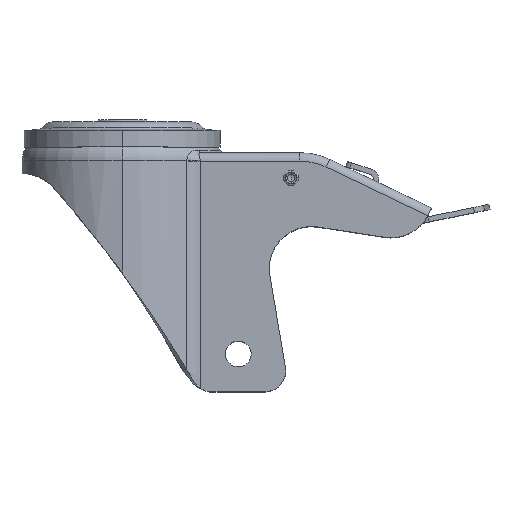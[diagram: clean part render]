
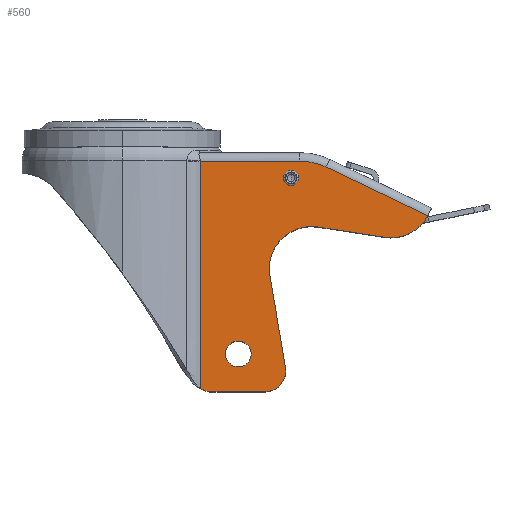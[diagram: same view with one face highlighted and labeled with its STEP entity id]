
A CAD part, top view. The second image highlights one B-rep face of the part: STEP entity #560.
In plain terms, the highlighted planar face has unit normal (0, 0, 1).
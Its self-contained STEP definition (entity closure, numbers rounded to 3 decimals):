
#237 = DIRECTION ( 'NONE',  ( 0., 0., -1. ) ) ;
#434 = EDGE_CURVE ( 'NONE', #10705, #21235, #28529, .T. ) ;
#435 = CARTESIAN_POINT ( 'NONE',  ( 37.017, -127.36, 34. ) ) ;
#444 = VERTEX_POINT ( 'NONE', #15337 ) ;
#560 = ADVANCED_FACE ( 'NONE', ( #15471, #8686, #15753 ), #26306, .T. ) ;
#1070 = VERTEX_POINT ( 'NONE', #27782 ) ;
#1098 = DIRECTION ( 'NONE',  ( -1., 0., 0. ) ) ;
#1121 = DIRECTION ( 'NONE',  ( 0.88, -0.475, 0. ) ) ;
#1163 = EDGE_LOOP ( 'NONE', ( #9107, #21498 ) ) ;
#1760 = DIRECTION ( 'NONE',  ( 1., 0., 0. ) ) ;
#1843 = CARTESIAN_POINT ( 'NONE',  ( 48.9, -111., 34. ) ) ;
#2124 = EDGE_CURVE ( 'NONE', #10848, #20503, #14612, .T. ) ;
#2968 = CARTESIAN_POINT ( 'NONE',  ( 37.015, -19.6, 34. ) ) ;
#3536 = CARTESIAN_POINT ( 'NONE',  ( 84.103, -19.6, 34. ) ) ;
#3875 = DIRECTION ( 'NONE',  ( 0., -1., 0. ) ) ;
#4315 = EDGE_CURVE ( 'NONE', #20702, #5401, #25408, .T. ) ;
#4495 = ORIENTED_EDGE ( 'NONE', *, *, #27262, .F. ) ;
#4863 = ORIENTED_EDGE ( 'NONE', *, *, #5736, .T. ) ;
#4958 = CARTESIAN_POINT ( 'NONE',  ( 42.504, -129., 34. ) ) ;
#5384 = EDGE_CURVE ( 'NONE', #9840, #7028, #9433, .T. ) ;
#5401 = VERTEX_POINT ( 'NONE', #4958 ) ;
#5646 = DIRECTION ( 'NONE',  ( 0., 0., 1. ) ) ;
#5736 = EDGE_CURVE ( 'NONE', #22766, #10435, #21406, .T. ) ;
#5961 = AXIS2_PLACEMENT_3D ( 'NONE', #14269, #20904, #1098 ) ;
#6306 = CARTESIAN_POINT ( 'NONE',  ( 42.504, -119., 34. ) ) ;
#6331 = CARTESIAN_POINT ( 'NONE',  ( 37.016, -55.52, 34. ) ) ;
#6605 = CARTESIAN_POINT ( 'NONE',  ( 37.017, -127.36, 34. ) ) ;
#6935 = DIRECTION ( 'NONE',  ( 0., 0., 1. ) ) ;
#7028 = VERTEX_POINT ( 'NONE', #7808 ) ;
#7083 = EDGE_LOOP ( 'NONE', ( #13755, #20418 ) ) ;
#7648 = DIRECTION ( 'NONE',  ( 0.153, 0.988, 0. ) ) ;
#7721 = ORIENTED_EDGE ( 'NONE', *, *, #4315, .F. ) ;
#7808 = CARTESIAN_POINT ( 'NONE',  ( 144.865, -45.452, 34. ) ) ;
#8092 = EDGE_LOOP ( 'NONE', ( #28492, #24307, #14762, #4495, #27487, #8304, #9651, #4863, #20780, #17088, #24694, #7721 ) ) ;
#8304 = ORIENTED_EDGE ( 'NONE', *, *, #5384, .F. ) ;
#8686 = FACE_BOUND ( 'NONE', #1163, .T. ) ;
#8942 = VECTOR ( 'NONE', #13621, 1000. ) ;
#9062 = DIRECTION ( 'NONE',  ( 0.986, 0.168, 0. ) ) ;
#9107 = ORIENTED_EDGE ( 'NONE', *, *, #15739, .F. ) ;
#9366 = VERTEX_POINT ( 'NONE', #21245 ) ;
#9433 = LINE ( 'NONE', #16097, #8942 ) ;
#9651 = ORIENTED_EDGE ( 'NONE', *, *, #22787, .F. ) ;
#9685 = CARTESIAN_POINT ( 'NONE',  ( 89.677, -70.6, 34. ) ) ;
#9733 = VECTOR ( 'NONE', #10558, 1000. ) ;
#9840 = VERTEX_POINT ( 'NONE', #22267 ) ;
#10017 = AXIS2_PLACEMENT_3D ( 'NONE', #26715, #6935, #12551 ) ;
#10022 = CARTESIAN_POINT ( 'NONE',  ( 84.103, -48.6, 34. ) ) ;
#10333 = DIRECTION ( 'NONE',  ( -1., 0., 0. ) ) ;
#10386 = CARTESIAN_POINT ( 'NONE',  ( 69.962, -73.965, 34. ) ) ;
#10435 = VERTEX_POINT ( 'NONE', #2968 ) ;
#10558 = DIRECTION ( 'NONE',  ( -0.988, 0.153, 0. ) ) ;
#10568 = DIRECTION ( 'NONE',  ( -1., 0., 0. ) ) ;
#10705 = VERTEX_POINT ( 'NONE', #20298 ) ;
#10848 = VERTEX_POINT ( 'NONE', #11544 ) ;
#11399 = CIRCLE ( 'NONE', #10017, 2.6 ) ;
#11544 = CARTESIAN_POINT ( 'NONE',  ( 69.962, -73.965, 34. ) ) ;
#11829 = AXIS2_PLACEMENT_3D ( 'NONE', #10022, #25497, #27673 ) ;
#12448 = DIRECTION ( 'NONE',  ( 0.168, -0.986, 0. ) ) ;
#12522 = CARTESIAN_POINT ( 'NONE',  ( 67.504, -129., 34. ) ) ;
#12551 = DIRECTION ( 'NONE',  ( -1., 0., 0. ) ) ;
#12974 = EDGE_CURVE ( 'NONE', #20503, #20702, #27613, .T. ) ;
#13015 = CARTESIAN_POINT ( 'NONE',  ( 84.103, -19.6, 34. ) ) ;
#13621 = DIRECTION ( 'NONE',  ( 0.903, -0.431, 0. ) ) ;
#13755 = ORIENTED_EDGE ( 'NONE', *, *, #14734, .F. ) ;
#13960 = CIRCLE ( 'NONE', #23786, 10. ) ;
#14269 = CARTESIAN_POINT ( 'NONE',  ( 55., -111., 34. ) ) ;
#14476 = CARTESIAN_POINT ( 'NONE',  ( 124.202, -55.714, 34. ) ) ;
#14561 = DIRECTION ( 'NONE',  ( 0., 0., -1. ) ) ;
#14612 = LINE ( 'NONE', #10386, #17002 ) ;
#14734 = EDGE_CURVE ( 'NONE', #444, #1070, #11399, .T. ) ;
#14761 = EDGE_CURVE ( 'NONE', #24896, #10848, #16028, .T. ) ;
#14762 = ORIENTED_EDGE ( 'NONE', *, *, #14761, .F. ) ;
#15054 = VECTOR ( 'NONE', #10333, 1000. ) ;
#15337 = CARTESIAN_POINT ( 'NONE',  ( 77.4, -27.6, 34. ) ) ;
#15471 = FACE_BOUND ( 'NONE', #7083, .T. ) ;
#15739 = EDGE_CURVE ( 'NONE', #21235, #10705, #17030, .T. ) ;
#15753 = FACE_OUTER_BOUND ( 'NONE', #8092, .T. ) ;
#16022 = CARTESIAN_POINT ( 'NONE',  ( 42.504, -119., 34. ) ) ;
#16028 = CIRCLE ( 'NONE', #25288, 20. ) ;
#16097 = CARTESIAN_POINT ( 'NONE',  ( 96.588, -22.425, 34. ) ) ;
#16172 = DIRECTION ( 'NONE',  ( 0., -1., 0. ) ) ;
#16916 = CARTESIAN_POINT ( 'NONE',  ( 55., -111., 34. ) ) ;
#16996 = AXIS2_PLACEMENT_3D ( 'NONE', #28302, #237, #9062 ) ;
#17002 = VECTOR ( 'NONE', #12448, 1000. ) ;
#17030 = CIRCLE ( 'NONE', #5961, 6.1 ) ;
#17088 = ORIENTED_EDGE ( 'NONE', *, *, #28477, .F. ) ;
#17205 = AXIS2_PLACEMENT_3D ( 'NONE', #22529, #18198, #22378 ) ;
#17323 = CARTESIAN_POINT ( 'NONE',  ( 67.504, -129., 34. ) ) ;
#17437 = AXIS2_PLACEMENT_3D ( 'NONE', #16916, #5646, #1760 ) ;
#17467 = CARTESIAN_POINT ( 'NONE',  ( 37.016, -91.44, 34. ) ) ;
#17897 = VERTEX_POINT ( 'NONE', #28363 ) ;
#18198 = DIRECTION ( 'NONE',  ( 0., 0., 1. ) ) ;
#18581 = AXIS2_PLACEMENT_3D ( 'NONE', #27578, #14561, #1121 ) ;
#19701 = AXIS2_PLACEMENT_3D ( 'NONE', #22817, #22962, #27000 ) ;
#20200 = B_SPLINE_CURVE_WITH_KNOTS ( 'NONE', 3,
 ( #26397, #6331, #17467, #6605 ),
 .UNSPECIFIED., .F., .F.,
 ( 4, 4 ),
 ( 0., 1. ),
 .UNSPECIFIED. ) ;
#20298 = CARTESIAN_POINT ( 'NONE',  ( 61.1, -111., 34. ) ) ;
#20418 = ORIENTED_EDGE ( 'NONE', *, *, #21619, .F. ) ;
#20503 = VERTEX_POINT ( 'NONE', #28398 ) ;
#20702 = VERTEX_POINT ( 'NONE', #17323 ) ;
#20780 = ORIENTED_EDGE ( 'NONE', *, *, #27593, .T. ) ;
#20904 = DIRECTION ( 'NONE',  ( 0., 0., 1. ) ) ;
#21102 = EDGE_CURVE ( 'NONE', #7028, #9366, #27831, .T. ) ;
#21235 = VERTEX_POINT ( 'NONE', #1843 ) ;
#21245 = CARTESIAN_POINT ( 'NONE',  ( 124.202, -55.714, 34. ) ) ;
#21275 = LINE ( 'NONE', #14476, #9733 ) ;
#21406 = LINE ( 'NONE', #13015, #25603 ) ;
#21498 = ORIENTED_EDGE ( 'NONE', *, *, #434, .F. ) ;
#21619 = EDGE_CURVE ( 'NONE', #1070, #444, #27355, .T. ) ;
#22267 = CARTESIAN_POINT ( 'NONE',  ( 96.588, -22.425, 34. ) ) ;
#22295 = CARTESIAN_POINT ( 'NONE',  ( 92.741, -50.836, 34. ) ) ;
#22378 = DIRECTION ( 'NONE',  ( -1., 0., 0. ) ) ;
#22529 = CARTESIAN_POINT ( 'NONE',  ( 80., -27.6, 34. ) ) ;
#22766 = VERTEX_POINT ( 'NONE', #3536 ) ;
#22787 = EDGE_CURVE ( 'NONE', #22766, #9840, #28461, .T. ) ;
#22817 = CARTESIAN_POINT ( 'NONE',  ( 0., -165.6, 34. ) ) ;
#22962 = DIRECTION ( 'NONE',  ( 0., 0., 1. ) ) ;
#23521 = DIRECTION ( 'NONE',  ( 0., 0., -1. ) ) ;
#23786 = AXIS2_PLACEMENT_3D ( 'NONE', #6306, #23521, #3875 ) ;
#24307 = ORIENTED_EDGE ( 'NONE', *, *, #2124, .F. ) ;
#24694 = ORIENTED_EDGE ( 'NONE', *, *, #28341, .F. ) ;
#24843 = DIRECTION ( 'NONE',  ( 0., 0., -1. ) ) ;
#24896 = VERTEX_POINT ( 'NONE', #22295 ) ;
#25288 = AXIS2_PLACEMENT_3D ( 'NONE', #9685, #27604, #7648 ) ;
#25408 = LINE ( 'NONE', #12522, #15054 ) ;
#25497 = DIRECTION ( 'NONE',  ( 0., 0., -1. ) ) ;
#25500 = CIRCLE ( 'NONE', #26844, 10. ) ;
#25603 = VECTOR ( 'NONE', #10568, 1000. ) ;
#26306 = PLANE ( 'NONE',  #19701 ) ;
#26397 = CARTESIAN_POINT ( 'NONE',  ( 37.015, -19.6, 34. ) ) ;
#26715 = CARTESIAN_POINT ( 'NONE',  ( 80., -27.6, 34. ) ) ;
#26844 = AXIS2_PLACEMENT_3D ( 'NONE', #16022, #24843, #16172 ) ;
#27000 = DIRECTION ( 'NONE',  ( 1., 0., 0. ) ) ;
#27262 = EDGE_CURVE ( 'NONE', #9366, #24896, #21275, .T. ) ;
#27355 = CIRCLE ( 'NONE', #17205, 2.6 ) ;
#27487 = ORIENTED_EDGE ( 'NONE', *, *, #21102, .F. ) ;
#27578 = CARTESIAN_POINT ( 'NONE',  ( 127.267, -35.95, 34. ) ) ;
#27593 = EDGE_CURVE ( 'NONE', #10435, #27682, #20200, .T. ) ;
#27604 = DIRECTION ( 'NONE',  ( 0., 0., 1. ) ) ;
#27613 = CIRCLE ( 'NONE', #16996, 10. ) ;
#27673 = DIRECTION ( 'NONE',  ( 0., 1., 0. ) ) ;
#27682 = VERTEX_POINT ( 'NONE', #435 ) ;
#27782 = CARTESIAN_POINT ( 'NONE',  ( 82.6, -27.6, 34. ) ) ;
#27831 = CIRCLE ( 'NONE', #18581, 20. ) ;
#28302 = CARTESIAN_POINT ( 'NONE',  ( 67.504, -119., 34. ) ) ;
#28341 = EDGE_CURVE ( 'NONE', #5401, #17897, #25500, .T. ) ;
#28363 = CARTESIAN_POINT ( 'NONE',  ( 42.504, -129., 34. ) ) ;
#28398 = CARTESIAN_POINT ( 'NONE',  ( 77.362, -117.317, 34. ) ) ;
#28461 = CIRCLE ( 'NONE', #11829, 29. ) ;
#28477 = EDGE_CURVE ( 'NONE', #17897, #27682, #13960, .T. ) ;
#28492 = ORIENTED_EDGE ( 'NONE', *, *, #12974, .F. ) ;
#28529 = CIRCLE ( 'NONE', #17437, 6.1 ) ;
